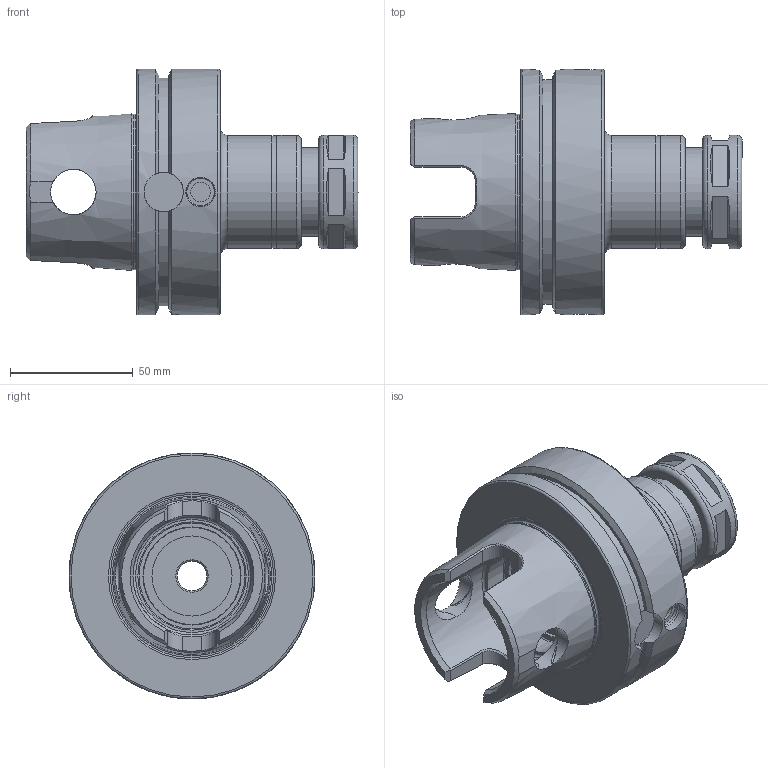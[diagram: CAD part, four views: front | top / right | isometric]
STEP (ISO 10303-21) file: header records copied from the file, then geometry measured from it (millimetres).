
FILE_DESCRIPTION((''),'2;1');
FILE_NAME('126011322090-3D.stp','2020-07-23T18:43:48',('nttooll'),(''),'Autodesk Inventor 2012','Autodesk Inventor 2012','');
FILE_SCHEMA(('AUTOMOTIVE_DESIGN { 1 0 10303 214 1 1 1 1 }'));
Length unit declared in the file: millimetre
Products named in the file (1): 126011322090-3D
Bounding box: 135 x 100 x 100 mm (x, y, z)
Volume: 350434.9 mm3; surface area: 58127 mm2
Topology: 1 solids, 2 shells, 161 faces, 359 edges, 225 vertices
Faces by surface type: plane 64, cylinder 41, cone 23, bspline 20, torus 13
Full cylindrical faces by diameter (mm): 8 x2, 11.2 x2, 12 x4, 16 x2, 18.5 x2, 22.5 x1, 24 x1, 28 x1, 30.4 x1, 31.2 x2, 32.5 x1, 32.6 x1, 36 x2, 44 x1, 45.6 x1, 46 x2, 46.3 x1, 48 x1, 63.3 x1, 100 x2
Entity records: 4836 total; most frequent: CARTESIAN_POINT 1764, DIRECTION 566, ORIENTED_EDGE 566, EDGE_CURVE 283, AXIS2_PLACEMENT_3D 259, EDGE_LOOP 254, VERTEX_POINT 211, FACE_OUTER_BOUND 161
